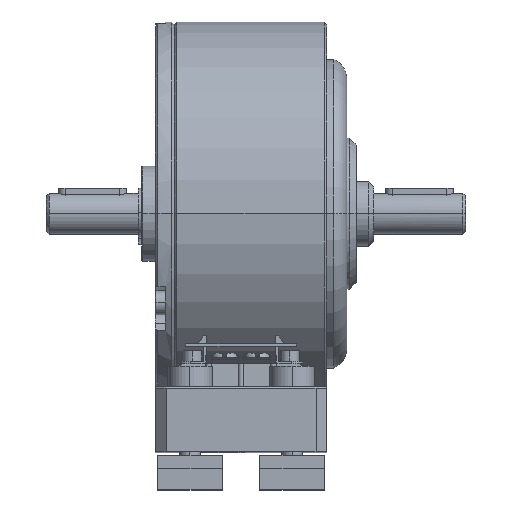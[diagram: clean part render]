
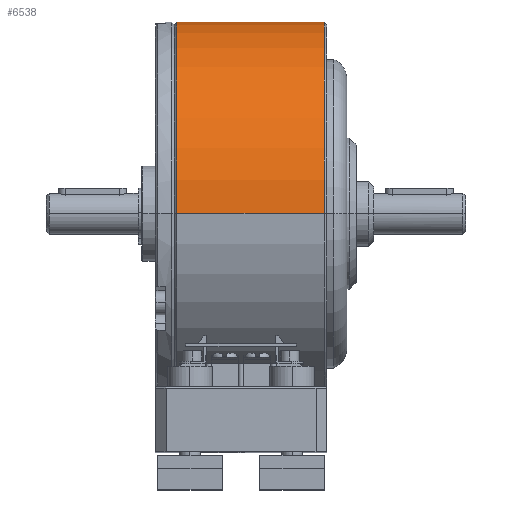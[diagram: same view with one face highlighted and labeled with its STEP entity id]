
A CAD part, top view. The second image highlights one B-rep face of the part: STEP entity #6538.
In plain terms, the highlighted cylindrical face has radius 56.35 mm (diameter 112.7 mm), a partial arc.
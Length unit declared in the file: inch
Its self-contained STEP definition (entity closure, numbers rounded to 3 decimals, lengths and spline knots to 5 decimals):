
#1298 = VERTEX_POINT ( 'NONE', #29783 ) ;
#1630 = CARTESIAN_POINT ( 'NONE',  ( 1.954, 0., -2.2185 ) ) ;
#2674 = LINE ( 'NONE', #6532, #21928 ) ;
#4494 = DIRECTION ( 'NONE',  ( 1., 0., 0. ) ) ;
#5139 = ORIENTED_EDGE ( 'NONE', *, *, #6519, .T. ) ;
#5328 = AXIS2_PLACEMENT_3D ( 'NONE', #24784, #9712, #27331 ) ;
#6519 = EDGE_CURVE ( 'NONE', #32561, #1298, #18296, .T. ) ;
#6532 = CARTESIAN_POINT ( 'NONE',  ( 1.984, 0., -2.2185 ) ) ;
#6538 = ADVANCED_FACE ( 'NONE', ( #17513 ), #7652, .T. ) ;
#6726 = VECTOR ( 'NONE', #29216, 39.37008 ) ;
#7004 = CARTESIAN_POINT ( 'NONE',  ( 1.984, 0., 0. ) ) ;
#7117 = DIRECTION ( 'NONE',  ( 0., 0., -1. ) ) ;
#7652 = CYLINDRICAL_SURFACE ( 'NONE', #28979, 2.2185 ) ;
#9712 = DIRECTION ( 'NONE',  ( -1., 0., 0. ) ) ;
#11480 = CARTESIAN_POINT ( 'NONE',  ( 1.984, 0., 2.2185 ) ) ;
#11542 = VERTEX_POINT ( 'NONE', #1630 ) ;
#14236 = LINE ( 'NONE', #11480, #6726 ) ;
#15442 = AXIS2_PLACEMENT_3D ( 'NONE', #19552, #4494, #22077 ) ;
#16899 = EDGE_CURVE ( 'NONE', #1298, #28134, #14236, .T. ) ;
#17513 = FACE_OUTER_BOUND ( 'NONE', #29150, .T. ) ;
#18296 = CIRCLE ( 'NONE', #15442, 2.2185 ) ;
#19552 = CARTESIAN_POINT ( 'NONE',  ( 0.25, 0., 0. ) ) ;
#20262 = ORIENTED_EDGE ( 'NONE', *, *, #30412, .T. ) ;
#20828 = CARTESIAN_POINT ( 'NONE',  ( 0.25, 0., -2.2185 ) ) ;
#21928 = VECTOR ( 'NONE', #24136, 39.37008 ) ;
#22077 = DIRECTION ( 'NONE',  ( 0., 0., -1. ) ) ;
#24136 = DIRECTION ( 'NONE',  ( 1., 0., 0. ) ) ;
#24517 = DIRECTION ( 'NONE',  ( 1., 0., 0. ) ) ;
#24784 = CARTESIAN_POINT ( 'NONE',  ( 1.954, 0., 0. ) ) ;
#25318 = CARTESIAN_POINT ( 'NONE',  ( 1.954, 0., 2.2185 ) ) ;
#27331 = DIRECTION ( 'NONE',  ( 0., 0., 1. ) ) ;
#28134 = VERTEX_POINT ( 'NONE', #25318 ) ;
#28979 = AXIS2_PLACEMENT_3D ( 'NONE', #7004, #24517, #7117 ) ;
#28982 = EDGE_CURVE ( 'NONE', #32561, #11542, #2674, .T. ) ;
#29150 = EDGE_LOOP ( 'NONE', ( #5139, #29272, #20262, #30034 ) ) ;
#29216 = DIRECTION ( 'NONE',  ( 1., 0., 0. ) ) ;
#29272 = ORIENTED_EDGE ( 'NONE', *, *, #16899, .T. ) ;
#29783 = CARTESIAN_POINT ( 'NONE',  ( 0.25, 0., 2.2185 ) ) ;
#30034 = ORIENTED_EDGE ( 'NONE', *, *, #28982, .F. ) ;
#30033 = CIRCLE ( 'NONE', #5328, 2.2185 ) ;
#30412 = EDGE_CURVE ( 'NONE', #28134, #11542, #30033, .T. ) ;
#32561 = VERTEX_POINT ( 'NONE', #20828 ) ;
